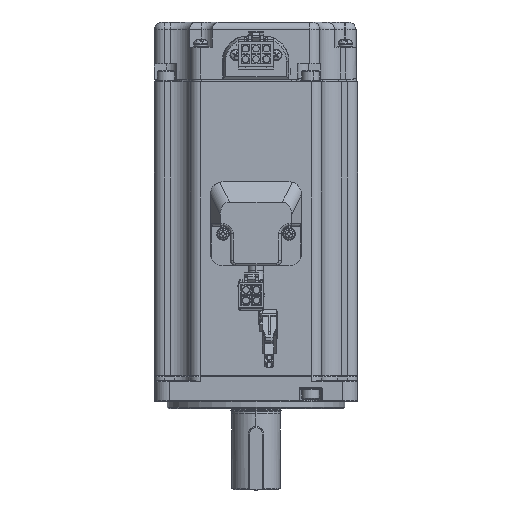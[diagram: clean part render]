
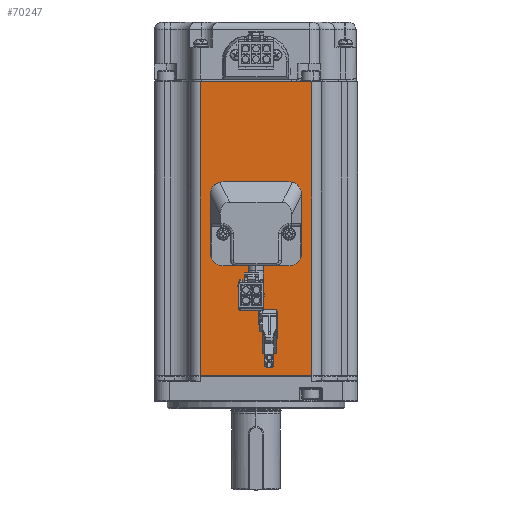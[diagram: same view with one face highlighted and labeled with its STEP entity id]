
A CAD part, top view. The second image highlights one B-rep face of the part: STEP entity #70247.
In plain terms, the highlighted planar face has unit normal (0, 0, 1).
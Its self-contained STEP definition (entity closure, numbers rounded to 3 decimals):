
#1534 = VERTEX_POINT ( 'NONE', #82719 ) ;
#57080 = EDGE_CURVE ( 'NONE', #75914, #1534, #58226, .T. ) ;
#58223 = DIRECTION ( 'NONE',  ( 1., 0., 0. ) ) ;
#58224 = VECTOR ( 'NONE', #58223, 1000. ) ;
#58225 = CARTESIAN_POINT ( 'NONE',  ( -22., 115.8, 0. ) ) ;
#58226 = LINE ( 'NONE', #58225, #58224 ) ;
#60539 = DIRECTION ( 'NONE',  ( -1., 0., 0. ) ) ;
#60540 = VECTOR ( 'NONE', #60539, 1000. ) ;
#60541 = CARTESIAN_POINT ( 'NONE',  ( -13., 76.3, 0. ) ) ;
#60542 = LINE ( 'NONE', #60541, #60540 ) ;
#60547 = CARTESIAN_POINT ( 'NONE',  ( 13., 76.3, 0. ) ) ;
#60577 = CARTESIAN_POINT ( 'NONE',  ( -13., 76.3, 0. ) ) ;
#61875 = DIRECTION ( 'NONE',  ( 0., 1., 0. ) ) ;
#61876 = VECTOR ( 'NONE', #61875, 1000. ) ;
#61877 = CARTESIAN_POINT ( 'NONE',  ( 22., 108.8, 0. ) ) ;
#61878 = LINE ( 'NONE', #61877, #61876 ) ;
#62065 = DIRECTION ( 'NONE',  ( 0., -1., 0. ) ) ;
#62066 = VECTOR ( 'NONE', #62065, 1000. ) ;
#62067 = CARTESIAN_POINT ( 'NONE',  ( -18., 71.3, 0. ) ) ;
#62068 = LINE ( 'NONE', #62067, #62066 ) ;
#62069 = CARTESIAN_POINT ( 'NONE',  ( -18., 71.3, 0. ) ) ;
#62123 = CARTESIAN_POINT ( 'NONE',  ( -13., 43.3, 0. ) ) ;
#62124 = CARTESIAN_POINT ( 'NONE',  ( -18., 48.3, 0. ) ) ;
#62174 = DIRECTION ( 'NONE',  ( 1., 0., 0. ) ) ;
#62175 = VECTOR ( 'NONE', #62174, 1000. ) ;
#62176 = CARTESIAN_POINT ( 'NONE',  ( -13., 43.3, 0. ) ) ;
#62177 = LINE ( 'NONE', #62176, #62175 ) ;
#62179 = CARTESIAN_POINT ( 'NONE',  ( 13., 43.3, 0. ) ) ;
#62187 = DIRECTION ( 'NONE',  ( -1., 0., 0. ) ) ;
#62188 = DIRECTION ( 'NONE',  ( 0., 0., 1. ) ) ;
#62189 = CARTESIAN_POINT ( 'NONE',  ( -13., 48.3, 0. ) ) ;
#62190 = AXIS2_PLACEMENT_3D ( 'NONE', #62189, #62188, #62187 ) ;
#62191 = CIRCLE ( 'NONE', #62190, 5. ) ;
#62252 = DIRECTION ( 'NONE',  ( 1., 0., 0. ) ) ;
#62253 = DIRECTION ( 'NONE',  ( 0., 0., 1. ) ) ;
#62254 = AXIS2_PLACEMENT_3D ( 'NONE', #62261, #62253, #62252 ) ;
#62255 = CIRCLE ( 'NONE', #62254, 5. ) ;
#62261 = CARTESIAN_POINT ( 'NONE',  ( 13., 71.3, 0. ) ) ;
#62271 = DIRECTION ( 'NONE',  ( 1., 0., 0. ) ) ;
#62272 = DIRECTION ( 'NONE',  ( 0., 0., 1. ) ) ;
#62273 = CARTESIAN_POINT ( 'NONE',  ( 13., 48.3, 0. ) ) ;
#62274 = AXIS2_PLACEMENT_3D ( 'NONE', #62273, #62272, #62271 ) ;
#62276 = CIRCLE ( 'NONE', #62274, 5. ) ;
#62277 = CARTESIAN_POINT ( 'NONE',  ( 18., 48.3, 0. ) ) ;
#62314 = CARTESIAN_POINT ( 'NONE',  ( 18., 71.3, 0. ) ) ;
#62352 = DIRECTION ( 'NONE',  ( -1., 0., 0. ) ) ;
#62353 = DIRECTION ( 'NONE',  ( 0., 0., 1. ) ) ;
#62354 = CARTESIAN_POINT ( 'NONE',  ( -13., 71.3, 0. ) ) ;
#62355 = AXIS2_PLACEMENT_3D ( 'NONE', #62354, #62353, #62352 ) ;
#62356 = CIRCLE ( 'NONE', #62355, 5. ) ;
#62357 = DIRECTION ( 'NONE',  ( 0., 1., 0. ) ) ;
#62358 = VECTOR ( 'NONE', #62357, 1000. ) ;
#62359 = CARTESIAN_POINT ( 'NONE',  ( 18., 71.3, 0. ) ) ;
#62364 = LINE ( 'NONE', #62359, #62358 ) ;
#62949 = CARTESIAN_POINT ( 'NONE',  ( 22., 0., 0. ) ) ;
#62960 = DIRECTION ( 'NONE',  ( 1., 0., 0. ) ) ;
#62961 = VECTOR ( 'NONE', #62960, 1000. ) ;
#62963 = CARTESIAN_POINT ( 'NONE',  ( 26., 0., 0. ) ) ;
#62964 = LINE ( 'NONE', #62963, #62961 ) ;
#62994 = FACE_BOUND ( 'NONE', #70365, .T. ) ;
#62996 = FACE_OUTER_BOUND ( 'NONE', #70261, .T. ) ;
#62997 = DIRECTION ( 'NONE',  ( 0., 1., 0. ) ) ;
#62998 = VECTOR ( 'NONE', #62997, 1000. ) ;
#62999 = CARTESIAN_POINT ( 'NONE',  ( -22., 108.8, 0. ) ) ;
#63000 = LINE ( 'NONE', #62999, #62998 ) ;
#63041 = DIRECTION ( 'NONE',  ( 0., 1., 0. ) ) ;
#63042 = DIRECTION ( 'NONE',  ( 0., 0., -1. ) ) ;
#63043 = CARTESIAN_POINT ( 'NONE',  ( -22., 108.8, 0. ) ) ;
#63044 = AXIS2_PLACEMENT_3D ( 'NONE', #63043, #63042, #63041 ) ;
#63045 = PLANE ( 'NONE',  #63044 ) ;
#63047 = EDGE_CURVE ( 'NONE', #63062, #63224, #60542, .T. ) ;
#63062 = VERTEX_POINT ( 'NONE', #60547 ) ;
#63073 = CARTESIAN_POINT ( 'NONE',  ( -22., 0., 0. ) ) ;
#63224 = VERTEX_POINT ( 'NONE', #60577 ) ;
#65119 = CARTESIAN_POINT ( 'NONE',  ( -22., 115.8, 0. ) ) ;
#66625 = EDGE_CURVE ( 'NONE', #70131, #1534, #61878, .T. ) ;
#67298 = VERTEX_POINT ( 'NONE', #62069 ) ;
#67325 = EDGE_CURVE ( 'NONE', #67298, #67389, #62068, .T. ) ;
#67389 = VERTEX_POINT ( 'NONE', #62124 ) ;
#67393 = VERTEX_POINT ( 'NONE', #62123 ) ;
#67551 = EDGE_CURVE ( 'NONE', #67389, #67393, #62191, .T. ) ;
#67606 = VERTEX_POINT ( 'NONE', #62179 ) ;
#67608 = EDGE_CURVE ( 'NONE', #67393, #67606, #62177, .T. ) ;
#67718 = EDGE_CURVE ( 'NONE', #67976, #63062, #62255, .T. ) ;
#67819 = VERTEX_POINT ( 'NONE', #62277 ) ;
#67895 = EDGE_CURVE ( 'NONE', #67606, #67819, #62276, .T. ) ;
#67976 = VERTEX_POINT ( 'NONE', #62314 ) ;
#67997 = EDGE_CURVE ( 'NONE', #67819, #67976, #62364, .T. ) ;
#68016 = EDGE_CURVE ( 'NONE', #63224, #67298, #62356, .T. ) ;
#70081 = EDGE_CURVE ( 'NONE', #70331, #70131, #62964, .T. ) ;
#70127 = ORIENTED_EDGE ( 'NONE', *, *, #66625, .T. ) ;
#70131 = VERTEX_POINT ( 'NONE', #62949 ) ;
#70190 = EDGE_CURVE ( 'NONE', #70331, #75914, #63000, .T. ) ;
#70247 = ADVANCED_FACE ( 'NONE', ( #62996, #62994 ), #63045, .F. ) ;
#70261 = EDGE_LOOP ( 'NONE', ( #70382, #70409, #70127, #70354 ) ) ;
#70306 = ORIENTED_EDGE ( 'NONE', *, *, #68016, .F. ) ;
#70331 = VERTEX_POINT ( 'NONE', #63073 ) ;
#70344 = ORIENTED_EDGE ( 'NONE', *, *, #67997, .F. ) ;
#70354 = ORIENTED_EDGE ( 'NONE', *, *, #57080, .F. ) ;
#70365 = EDGE_LOOP ( 'NONE', ( #70306, #70369, #70385, #70344, #70392, #70402, #70425, #70381 ) ) ;
#70369 = ORIENTED_EDGE ( 'NONE', *, *, #63047, .F. ) ;
#70381 = ORIENTED_EDGE ( 'NONE', *, *, #67325, .F. ) ;
#70382 = ORIENTED_EDGE ( 'NONE', *, *, #70190, .F. ) ;
#70385 = ORIENTED_EDGE ( 'NONE', *, *, #67718, .F. ) ;
#70392 = ORIENTED_EDGE ( 'NONE', *, *, #67895, .F. ) ;
#70402 = ORIENTED_EDGE ( 'NONE', *, *, #67608, .F. ) ;
#70409 = ORIENTED_EDGE ( 'NONE', *, *, #70081, .T. ) ;
#70425 = ORIENTED_EDGE ( 'NONE', *, *, #67551, .F. ) ;
#75914 = VERTEX_POINT ( 'NONE', #65119 ) ;
#82719 = CARTESIAN_POINT ( 'NONE',  ( 22., 115.8, 0. ) ) ;
